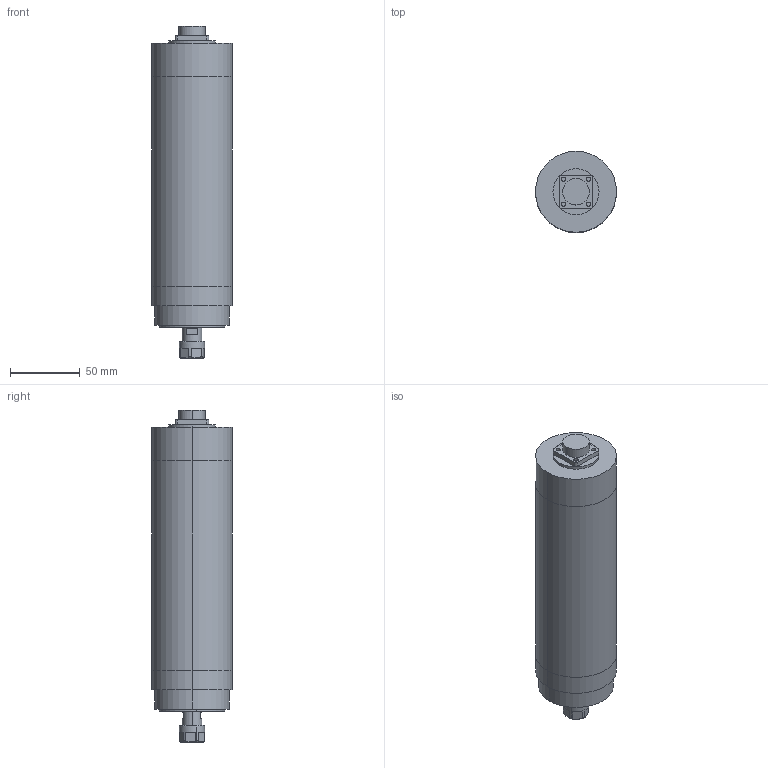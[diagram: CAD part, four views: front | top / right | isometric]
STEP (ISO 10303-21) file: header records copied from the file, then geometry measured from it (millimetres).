
FILE_DESCRIPTION (( 'STEP AP214' ), '1' );
FILE_NAME ('GDR5-24Z-0.4.STEP', '2021-05-11T06:31:13', ( '萇齟' ), ( '' ), 'SwSTEP 2.0', 'SolidWorks 2018', '' );
FILE_SCHEMA (( 'AUTOMOTIVE_DESIGN' ));
Length unit declared in the file: millimetre
Products named in the file (10): GDR58-24Z-0.4儂褲; GDR58-24Z-0.4堤盄釱; GDR5-24Z-0.4; GDR58-24Z-0.4前螺母; GDR58-24Z-0.4粣芛; GDR58-24Z-0.4粣創釱; GDR58-24Z-0.4前轴承座+6; 堤盄釱脣芛18x18M201﹞; ER11蹟簽; ER11粟俶芠標
Assembly tree (9 placements, depth 2):
  GDR5-24Z-0.4
    GDR58-24Z-0.4儂褲
    GDR58-24Z-0.4堤盄釱
    GDR58-24Z-0.4前轴承座+6
    GDR58-24Z-0.4粣創釱
    GDR58-24Z-0.4前螺母
    GDR58-24Z-0.4粣芛
    堤盄釱脣芛18x18M201﹞
    ER11粟俶芠標
    ER11蹟簽
Bounding box: 58 x 58 x 238 mm (x, y, z)
Volume: 502369.8 mm3; surface area: 70013.3 mm2
Topology: 9 solids, 9 shells, 100 faces, 212 edges, 140 vertices
Faces by surface type: plane 48, cylinder 44, cone 4, torus 4
Entity records: 3348 total; most frequent: CARTESIAN_POINT 638, DIRECTION 550, ORIENTED_EDGE 424, AXIS2_PLACEMENT_3D 232, EDGE_CURVE 212, VERTEX_POINT 140, EDGE_LOOP 122, CIRCLE 120
